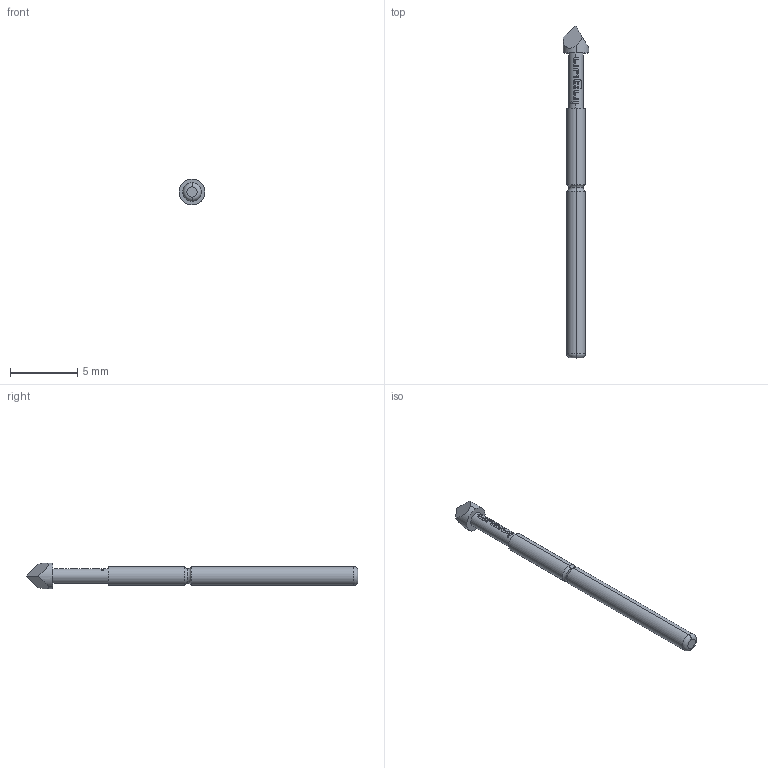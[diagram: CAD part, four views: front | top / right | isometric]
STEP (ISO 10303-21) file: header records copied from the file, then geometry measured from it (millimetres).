
FILE_DESCRIPTION (( 'STEP AP203' ), '1' );
FILE_NAME ('INGUN_GKS-002_207_191_A_xx00.STEP', '2021-09-09T09:01:53', ( 'ochi' ), ( '' ), 'SwSTEP 2.0', 'SolidWorks 2018', '' );
FILE_SCHEMA (( 'CONFIG_CONTROL_DESIGN' ));
Length unit declared in the file: millimetre
Products named in the file (1): INGUN_GKS-002_207_191_A_xx00
Bounding box: 1.91 x 24.6 x 1.91 mm (x, y, z)
Volume: 33.8 mm3; surface area: 106.7 mm2
Topology: 1 solids, 1 shells, 101 faces, 280 edges, 184 vertices
Faces by surface type: bspline 40, plane 28, cylinder 27, torus 6
Entity records: 4380 total; most frequent: CARTESIAN_POINT 2274, ORIENTED_EDGE 560, EDGE_CURVE 280, B_SPLINE_CURVE_WITH_KNOTS 222, DIRECTION 201, VERTEX_POINT 184, EDGE_LOOP 104, FACE_OUTER_BOUND 101
